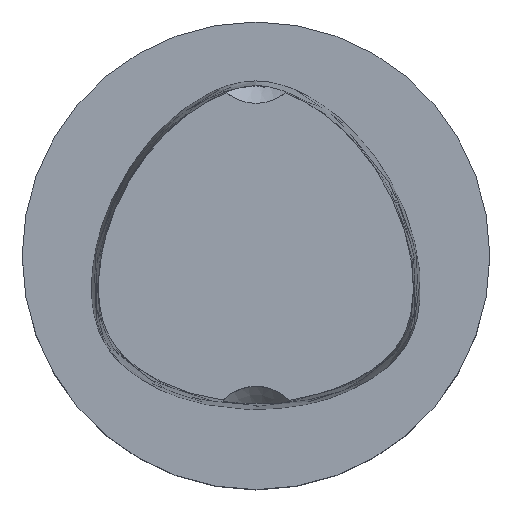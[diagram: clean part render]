
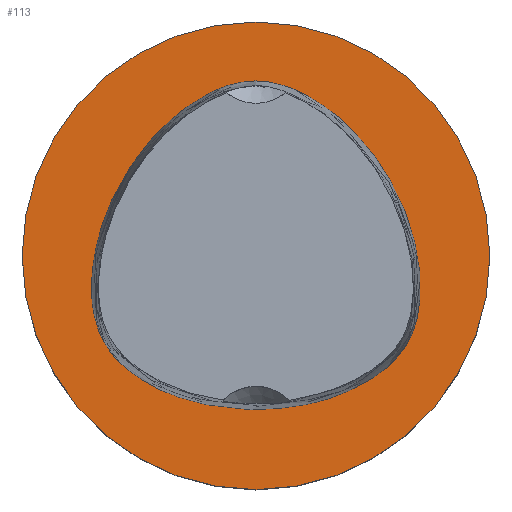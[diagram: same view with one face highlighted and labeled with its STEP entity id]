
A CAD part, top view. The second image highlights one B-rep face of the part: STEP entity #113.
In plain terms, the highlighted planar face has unit normal (0, 0, 1).
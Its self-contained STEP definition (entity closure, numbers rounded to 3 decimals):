
#110=EDGE_CURVE('240[2]',#229,#229,#230,.T.);
#113=ADVANCED_FACE('240[2]',(#233,#234),#235,.T.);
#132=EDGE_CURVE('240[2]',#211,#211,#259,.T.);
#211=VERTEX_POINT('',#1369);
#229=VERTEX_POINT('',#1406);
#230=CIRCLE('',#1407,24.99);
#233=FACE_BOUND('',#1411,.T.);
#234=FACE_OUTER_BOUND('',#1412,.T.);
#235=PLANE('',#1413);
#259=B_SPLINE_CURVE_WITH_KNOTS('',3,(#1486,#1487,#1488,#1489,#1490,#1491,#1492,#1493,#1494,#1495,#1496,#1497,#1498,#1499,#1500,#1501,#1502,#1503,#1504,#1505,#1506,#1507,#1508,#1509,#1510,#1511,#1512,#1513,#1514,#1515,#1516,#1517,#1518,#1519,#1520,#1521,#1522,#1523,#1524,#1525,#1526,#1527,#1528,#1529,#1530,#1531,#1532,#1533,#1534,#1535),.UNSPECIFIED.,.T.,.F.,(4,2,2,2,2,2,2,2,2,2,2,2,2,2,2,2,2,2,2,2,2,2,2,2,4),(0.0,10.573,15.48,17.942,19.829,22.281,24.781,27.037,28.014,28.819,29.843,30.934,31.673,32.141,33.291,33.736,34.269,34.957,35.613,36.174,36.854,37.682,38.191,38.626,39.537),.UNSPECIFIED.);
#1369=CARTESIAN_POINT('',(0.001,18.694,0.0));
#1406=CARTESIAN_POINT('',(0.,24.99,0.));
#1407=AXIS2_PLACEMENT_3D('',#1616,#1617,#1618);
#1411=EDGE_LOOP('',(#1620));
#1412=EDGE_LOOP('',(#1621));
#1413=AXIS2_PLACEMENT_3D('',#1622,#1623,#1624);
#1486=CARTESIAN_POINT('',(-13.909,8.803,0.0));
#1487=CARTESIAN_POINT('',(-12.072,11.81,0.));
#1488=CARTESIAN_POINT('',(-9.843,14.131,0.));
#1489=CARTESIAN_POINT('',(-6.472,16.593,0.));
#1490=CARTESIAN_POINT('',(-4.888,17.605,0.));
#1491=CARTESIAN_POINT('',(-2.138,18.483,0.));
#1492=CARTESIAN_POINT('',(-0.77,18.787,0.));
#1493=CARTESIAN_POINT('',(1.824,18.573,0.));
#1494=CARTESIAN_POINT('',(2.923,18.261,0.));
#1495=CARTESIAN_POINT('',(5.187,17.353,0.));
#1496=CARTESIAN_POINT('',(6.786,16.493,0.));
#1497=CARTESIAN_POINT('',(10.302,13.593,0.));
#1498=CARTESIAN_POINT('',(12.34,11.451,0.));
#1499=CARTESIAN_POINT('',(15.661,5.856,0.));
#1500=CARTESIAN_POINT('',(16.894,2.718,0.));
#1501=CARTESIAN_POINT('',(17.577,-2.023,0.));
#1502=CARTESIAN_POINT('',(17.719,-3.988,0.));
#1503=CARTESIAN_POINT('',(17.044,-7.733,0.));
#1504=CARTESIAN_POINT('',(16.524,-8.83,0.));
#1505=CARTESIAN_POINT('',(15.285,-10.766,0.));
#1506=CARTESIAN_POINT('',(14.438,-11.601,0.));
#1507=CARTESIAN_POINT('',(12.573,-13.065,0.));
#1508=CARTESIAN_POINT('',(11.063,-14.051,0.));
#1509=CARTESIAN_POINT('',(7.23,-15.495,0.));
#1510=CARTESIAN_POINT('',(5.767,-15.86,0.));
#1511=CARTESIAN_POINT('',(3.667,-16.19,0.));
#1512=CARTESIAN_POINT('',(2.925,-16.258,0.));
#1513=CARTESIAN_POINT('',(0.351,-16.494,0.));
#1514=CARTESIAN_POINT('',(-0.366,-16.492,0.));
#1515=CARTESIAN_POINT('',(-2.635,-16.288,0.));
#1516=CARTESIAN_POINT('',(-3.34,-16.216,0.));
#1517=CARTESIAN_POINT('',(-4.42,-16.076,0.));
#1518=CARTESIAN_POINT('',(-5.819,-15.878,0.));
#1519=CARTESIAN_POINT('',(-9.946,-14.6,0.));
#1520=CARTESIAN_POINT('',(-11.759,-13.642,0.));
#1521=CARTESIAN_POINT('',(-14.601,-11.51,0.));
#1522=CARTESIAN_POINT('',(-15.444,-10.519,0.));
#1523=CARTESIAN_POINT('',(-16.547,-8.746,0.));
#1524=CARTESIAN_POINT('',(-17.032,-7.685,0.));
#1525=CARTESIAN_POINT('',(-17.687,-4.345,0.));
#1526=CARTESIAN_POINT('',(-17.626,-2.617,0.));
#1527=CARTESIAN_POINT('',(-17.222,0.688,0.));
#1528=CARTESIAN_POINT('',(-16.782,2.423,0.));
#1529=CARTESIAN_POINT('',(-15.851,5.014,0.));
#1530=CARTESIAN_POINT('',(-15.503,5.801,0.));
#1531=CARTESIAN_POINT('',(-14.903,7.046,0.));
#1532=CARTESIAN_POINT('',(-14.72,7.384,0.));
#1533=CARTESIAN_POINT('',(-14.265,8.22,0.));
#1534=CARTESIAN_POINT('',(-14.068,8.544,0.));
#1535=CARTESIAN_POINT('',(-13.909,8.803,0.0));
#1616=CARTESIAN_POINT('',(0.0,0.0,0.0));
#1617=DIRECTION('',(0.,0.,1.0));
#1618=DIRECTION('',(0.,1.0,0.));
#1620=ORIENTED_EDGE('',*,*,#132,.T.);
#1621=ORIENTED_EDGE('',*,*,#110,.T.);
#1622=CARTESIAN_POINT('',(0.,12.495,0.));
#1623=DIRECTION('',(0.,0.,1.0));
#1624=DIRECTION('',(1.0,0.,0.0));
